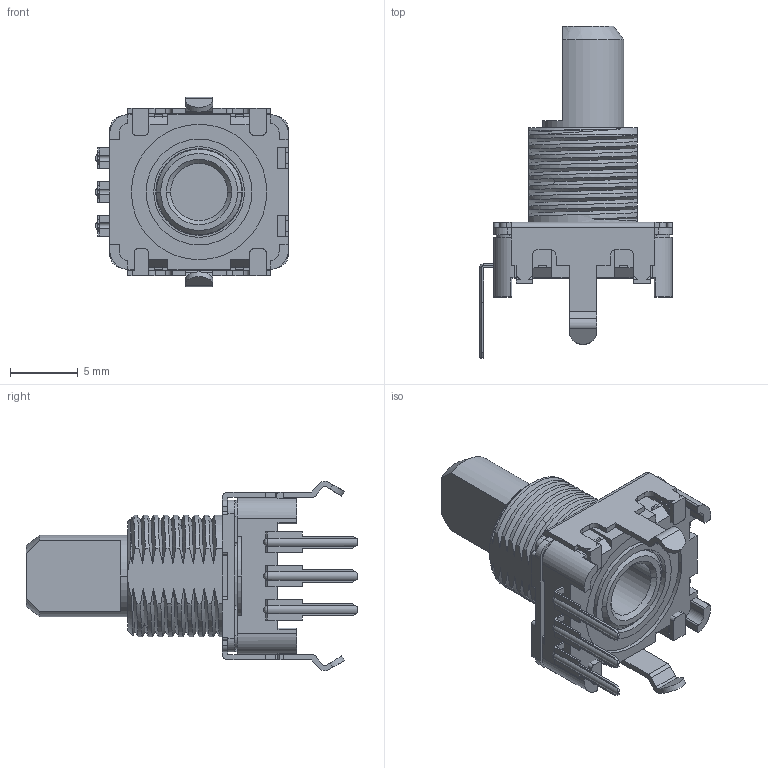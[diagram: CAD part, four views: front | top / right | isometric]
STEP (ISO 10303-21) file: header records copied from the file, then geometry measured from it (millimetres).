
FILE_DESCRIPTION((''),'2;1');
FILE_NAME('ASM0003_ASM','2017-03-08T',('eng23'),(''),'PRO/ENGINEER BY PARAMETRIC TECHNOLOGY CORPORATION, 2012480','PRO/ENGINEER BY PARAMETRIC TECHNOLOGY CORPORATION, 2012480','');
FILE_SCHEMA(('CONFIG_CONTROL_DESIGN'));
Products named in the file (6): 13505; PRT13474; PRT13471; PRT13478-1; 13508; ASM0003_ASM
Assembly tree (5 placements, depth 2):
  ASM0003_ASM
    13505
    PRT13474
    PRT13471
    PRT13478-1
    13508
Bounding box: 14.25 x 24.5 x 14 mm (x, y, z)
Volume: 1025.9 mm3; surface area: 2572.6 mm2
Topology: 8 solids, 10 shells, 703 faces, 2001 edges, 1314 vertices
Faces by surface type: plane 340, cylinder 282, bspline 54, cone 19, torus 8
Entity records: 33444 total; most frequent: CARTESIAN_POINT 14903, ORIENTED_EDGE 3952, DIRECTION 3725, EDGE_CURVE 1987, VERTEX_POINT 1314, VECTOR 1245, LINE 1245, AXIS2_PLACEMENT_3D 1240
